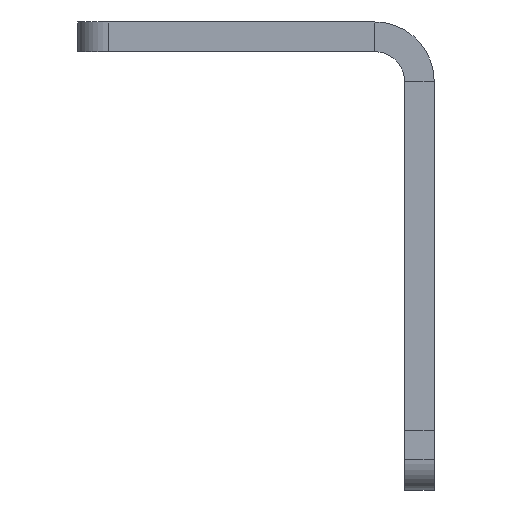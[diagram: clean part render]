
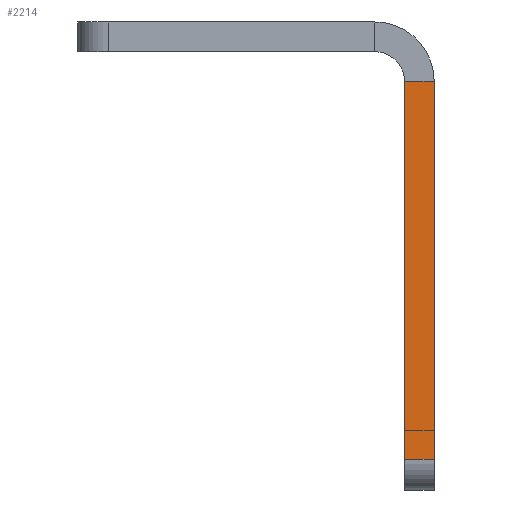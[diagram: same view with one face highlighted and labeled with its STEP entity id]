
A CAD part, left-side view. The second image highlights one B-rep face of the part: STEP entity #2214.
In plain terms, the highlighted planar face has unit normal (-1, 0, 0).
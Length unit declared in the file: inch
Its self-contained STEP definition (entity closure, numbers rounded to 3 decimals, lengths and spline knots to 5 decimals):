
#111 = CARTESIAN_POINT ( 'NONE',  ( -40.25, 0.0625, -0.25 ) ) ;
#262 = ORIENTED_EDGE ( 'NONE', *, *, #3266, .T. ) ;
#350 = DIRECTION ( 'NONE',  ( 0., 1., 0. ) ) ;
#370 = VECTOR ( 'NONE', #4874, 39.37008 ) ;
#627 = DIRECTION ( 'NONE',  ( 0., 0., -1. ) ) ;
#1532 = LINE ( 'NONE', #2024, #2178 ) ;
#1937 = CARTESIAN_POINT ( 'NONE',  ( -40.25, 0., -1.839 ) ) ;
#2024 = CARTESIAN_POINT ( 'NONE',  ( -40.25, 0.125, -1.1095 ) ) ;
#2178 = VECTOR ( 'NONE', #627, 39.37008 ) ;
#2214 = ADVANCED_FACE ( 'NONE', ( #5426 ), #4590, .T. ) ;
#2381 = CARTESIAN_POINT ( 'NONE',  ( -40.25, 0.0625, -1.1095 ) ) ;
#2412 = VERTEX_POINT ( 'NONE', #4782 ) ;
#2628 = LINE ( 'NONE', #4842, #5785 ) ;
#2660 = CARTESIAN_POINT ( 'NONE',  ( -40.25, 0.125, -1.839 ) ) ;
#2838 = DIRECTION ( 'NONE',  ( 0., -1., 0. ) ) ;
#3103 = CARTESIAN_POINT ( 'NONE',  ( -40.25, 0., 0. ) ) ;
#3121 = VERTEX_POINT ( 'NONE', #4073 ) ;
#3266 = EDGE_CURVE ( 'NONE', #3121, #4475, #1532, .T. ) ;
#3295 = EDGE_CURVE ( 'NONE', #2412, #5078, #3964, .T. ) ;
#3631 = DIRECTION ( 'NONE',  ( -1., 0., 0. ) ) ;
#3904 = ORIENTED_EDGE ( 'NONE', *, *, #5566, .T. ) ;
#3964 = LINE ( 'NONE', #3103, #370 ) ;
#4003 = AXIS2_PLACEMENT_3D ( 'NONE', #2381, #3631, #2838 ) ;
#4073 = CARTESIAN_POINT ( 'NONE',  ( -40.25, 0.125, -0.25 ) ) ;
#4475 = VERTEX_POINT ( 'NONE', #2660 ) ;
#4502 = EDGE_CURVE ( 'NONE', #5078, #4475, #2628, .T. ) ;
#4590 = PLANE ( 'NONE',  #4003 ) ;
#4782 = CARTESIAN_POINT ( 'NONE',  ( -40.25, 0., -0.25 ) ) ;
#4842 = CARTESIAN_POINT ( 'NONE',  ( -40.25, 0.17892, -1.839 ) ) ;
#4874 = DIRECTION ( 'NONE',  ( 0., 0., -1. ) ) ;
#5078 = VERTEX_POINT ( 'NONE', #1937 ) ;
#5098 = EDGE_LOOP ( 'NONE', ( #262, #5202, #5490, #3904 ) ) ;
#5139 = DIRECTION ( 'NONE',  ( 0., 1., 0. ) ) ;
#5202 = ORIENTED_EDGE ( 'NONE', *, *, #4502, .F. ) ;
#5213 = LINE ( 'NONE', #111, #5670 ) ;
#5426 = FACE_OUTER_BOUND ( 'NONE', #5098, .T. ) ;
#5490 = ORIENTED_EDGE ( 'NONE', *, *, #3295, .F. ) ;
#5566 = EDGE_CURVE ( 'NONE', #2412, #3121, #5213, .T. ) ;
#5670 = VECTOR ( 'NONE', #5139, 39.37008 ) ;
#5785 = VECTOR ( 'NONE', #350, 39.37008 ) ;
